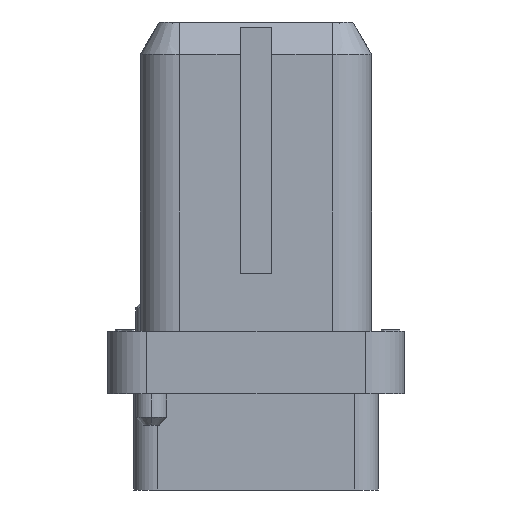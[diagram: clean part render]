
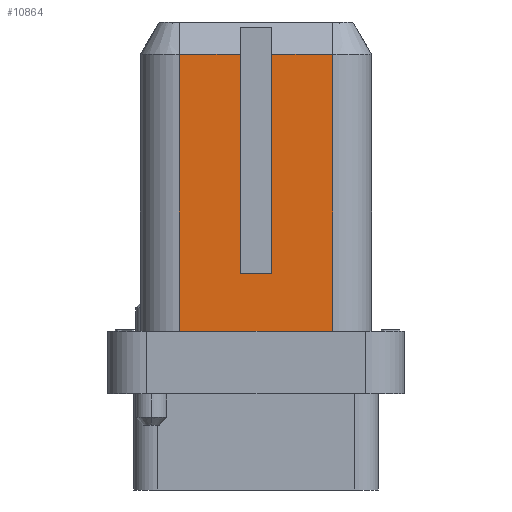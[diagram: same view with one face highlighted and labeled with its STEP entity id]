
A CAD part, left-side view. The second image highlights one B-rep face of the part: STEP entity #10864.
In plain terms, the highlighted planar face has unit normal (-1, 0, 0).
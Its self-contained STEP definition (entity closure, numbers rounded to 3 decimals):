
#272=DIRECTION('',(0.,1.,0.));
#273=VECTOR('',#272,9.8);
#274=CARTESIAN_POINT('',(-15.9,-4.9,-19.8));
#275=LINE('',#274,#273);
#1426=DIRECTION('',(0.,-1.,0.));
#1427=VECTOR('',#1426,3.9);
#1428=CARTESIAN_POINT('',(-15.9,4.9,
-2.078));
#1429=LINE('',#1428,#1427);
#1430=DIRECTION('',(0.,0.,-1.));
#1431=VECTOR('',#1430,14.022);
#1432=CARTESIAN_POINT('',(-15.9,1.,-2.078));
#1433=LINE('',#1432,#1431);
#1434=DIRECTION('',(0.,1.,0.));
#1435=VECTOR('',#1434,2.);
#1436=CARTESIAN_POINT('',(-15.9,-1.,-16.1));
#1437=LINE('',#1436,#1435);
#1438=DIRECTION('',(0.,0.,-1.));
#1439=VECTOR('',#1438,14.022);
#1440=CARTESIAN_POINT('',(-15.9,-1.,-2.078));
#1441=LINE('',#1440,#1439);
#1442=DIRECTION('',(0.,-1.,0.));
#1443=VECTOR('',#1442,3.9);
#1444=CARTESIAN_POINT('',(-15.9,-1.,-2.078));
#1445=LINE('',#1444,#1443);
#1446=DIRECTION('',(0.,0.,-1.));
#1447=VECTOR('',#1446,17.722);
#1448=CARTESIAN_POINT('',(-15.9,-4.9,
-2.078));
#1449=LINE('',#1448,#1447);
#1450=DIRECTION('',(0.,0.,1.));
#1451=VECTOR('',#1450,17.722);
#1452=CARTESIAN_POINT('',(-15.9,4.9,-19.8));
#1453=LINE('',#1452,#1451);
#7534=CARTESIAN_POINT('',(-15.9,-4.9,-19.8));
#7535=CARTESIAN_POINT('',(-15.9,4.9,-19.8));
#7536=VERTEX_POINT('',#7534);
#7537=VERTEX_POINT('',#7535);
#7538=CARTESIAN_POINT('',(-15.9,4.9,
-2.078));
#7539=VERTEX_POINT('',#7538);
#7542=CARTESIAN_POINT('',(-15.9,-4.9,
-2.078));
#7543=VERTEX_POINT('',#7542);
#9322=CARTESIAN_POINT('',(-15.9,1.,-2.078));
#9323=VERTEX_POINT('',#9322);
#9324=CARTESIAN_POINT('',(-15.9,-1.,-2.078));
#9325=VERTEX_POINT('',#9324);
#9354=CARTESIAN_POINT('',(-15.9,-1.,-16.1));
#9355=CARTESIAN_POINT('',(-15.9,1.,-16.1));
#9356=VERTEX_POINT('',#9354);
#9357=VERTEX_POINT('',#9355);
#10843=CARTESIAN_POINT('',(-15.9,-7.4,0.));
#10844=DIRECTION('',(1.,0.,0.));
#10845=DIRECTION('',(0.,1.,0.));
#10846=AXIS2_PLACEMENT_3D('',#10843,#10844,#10845);
#10847=PLANE('',#10846);
#10849=ORIENTED_EDGE('',*,*,#10848,.T.);
#10851=ORIENTED_EDGE('',*,*,#10850,.T.);
#10853=ORIENTED_EDGE('',*,*,#10852,.F.);
#10855=ORIENTED_EDGE('',*,*,#10854,.F.);
#10857=ORIENTED_EDGE('',*,*,#10856,.T.);
#10858=ORIENTED_EDGE('',*,*,#10834,.T.);
#10859=ORIENTED_EDGE('',*,*,#9992,.T.);
#10861=ORIENTED_EDGE('',*,*,#10860,.T.);
#10862=EDGE_LOOP('',(#10849,#10851,#10853,#10855,#10857,#10858,#10859,#10861));
#10863=FACE_OUTER_BOUND('',#10862,.F.);
#10864=ADVANCED_FACE('',(#10863),#10847,.F.);
#9992=EDGE_CURVE('',#7536,#7537,#275,.T.);
#10834=EDGE_CURVE('',#7543,#7536,#1449,.T.);
#10848=EDGE_CURVE('',#7539,#9323,#1429,.T.);
#10850=EDGE_CURVE('',#9323,#9357,#1433,.T.);
#10852=EDGE_CURVE('',#9356,#9357,#1437,.T.);
#10854=EDGE_CURVE('',#9325,#9356,#1441,.T.);
#10856=EDGE_CURVE('',#9325,#7543,#1445,.T.);
#10860=EDGE_CURVE('',#7537,#7539,#1453,.T.);
